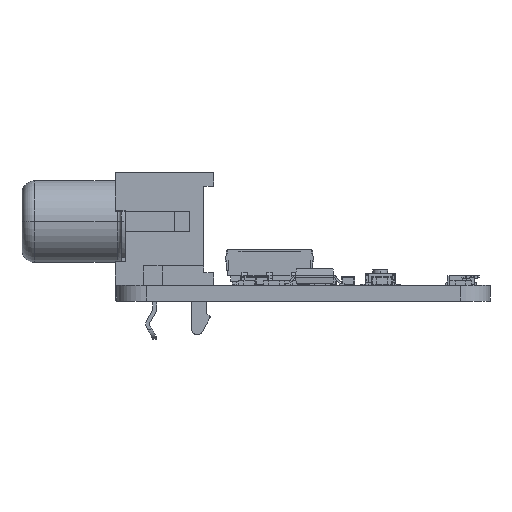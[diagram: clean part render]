
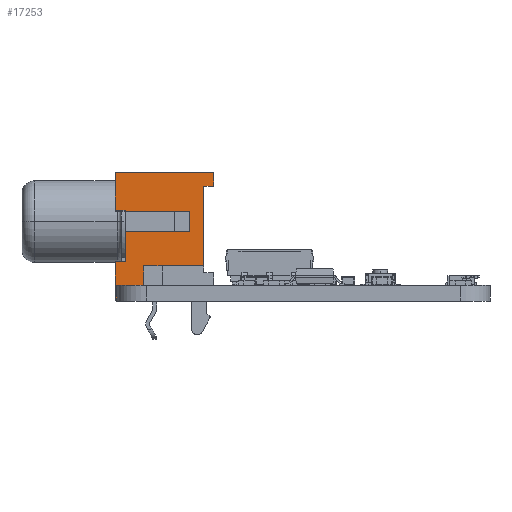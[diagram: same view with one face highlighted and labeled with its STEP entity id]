
A CAD part, front view. The second image highlights one B-rep face of the part: STEP entity #17253.
In plain terms, the highlighted face is planar.
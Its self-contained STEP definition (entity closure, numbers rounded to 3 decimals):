
#16848 = VERTEX_POINT('',#16849);
#16849 = CARTESIAN_POINT('',(5.,7.525,-1.));
#16855 = EDGE_CURVE('',#16848,#16856,#16858,.T.);
#16856 = VERTEX_POINT('',#16857);
#16857 = CARTESIAN_POINT('',(5.,7.655,-1.));
#16858 = LINE('',#16859,#16860);
#16859 = CARTESIAN_POINT('',(5.,2.4,-1.));
#16860 = VECTOR('',#16861,1.);
#16861 = DIRECTION('',(0.,1.,0.));
#16989 = VERTEX_POINT('',#16990);
#16990 = CARTESIAN_POINT('',(5.,5.475,-1.));
#17016 = VERTEX_POINT('',#17017);
#17017 = CARTESIAN_POINT('',(5.,2.4,-1.));
#17023 = EDGE_CURVE('',#17016,#16989,#17024,.T.);
#17024 = LINE('',#17025,#17026);
#17025 = CARTESIAN_POINT('',(5.,2.4,-1.));
#17026 = VECTOR('',#17027,1.);
#17027 = DIRECTION('',(0.,1.,0.));
#17217 = EDGE_CURVE('',#17218,#17220,#17222,.T.);
#17218 = VERTEX_POINT('',#17219);
#17219 = CARTESIAN_POINT('',(5.,10.1,-10.));
#17220 = VERTEX_POINT('',#17221);
#17221 = CARTESIAN_POINT('',(5.,11.5,-10.));
#17222 = LINE('',#17223,#17224);
#17223 = CARTESIAN_POINT('',(5.,0.,-10.));
#17224 = VECTOR('',#17225,1.);
#17225 = DIRECTION('',(0.,1.,0.));
#17253 = ADVANCED_FACE('',(#17254),#17373,.T.);
#17254 = FACE_BOUND('',#17255,.T.);
#17255 = EDGE_LOOP('',(#17256,#17266,#17274,#17282,#17288,#17289,#17297,
    #17305,#17311,#17312,#17320,#17328,#17334,#17335,#17343,#17351,
    #17359,#17367));
#17256 = ORIENTED_EDGE('',*,*,#17257,.F.);
#17257 = EDGE_CURVE('',#17258,#17260,#17262,.T.);
#17258 = VERTEX_POINT('',#17259);
#17259 = CARTESIAN_POINT('',(5.,2.,-2.9));
#17260 = VERTEX_POINT('',#17261);
#17261 = CARTESIAN_POINT('',(5.,0.,-2.9));
#17262 = LINE('',#17263,#17264);
#17263 = CARTESIAN_POINT('',(5.,2.,-2.9));
#17264 = VECTOR('',#17265,1.);
#17265 = DIRECTION('',(0.,-1.,0.));
#17266 = ORIENTED_EDGE('',*,*,#17267,.F.);
#17267 = EDGE_CURVE('',#17268,#17258,#17270,.T.);
#17268 = VERTEX_POINT('',#17269);
#17269 = CARTESIAN_POINT('',(5.,2.,-9.));
#17270 = LINE('',#17271,#17272);
#17271 = CARTESIAN_POINT('',(5.,2.,-9.));
#17272 = VECTOR('',#17273,1.);
#17273 = DIRECTION('',(0.,0.,1.));
#17274 = ORIENTED_EDGE('',*,*,#17275,.T.);
#17275 = EDGE_CURVE('',#17268,#17276,#17278,.T.);
#17276 = VERTEX_POINT('',#17277);
#17277 = CARTESIAN_POINT('',(5.,10.1,-9.));
#17278 = LINE('',#17279,#17280);
#17279 = CARTESIAN_POINT('',(5.,0.,-9.));
#17280 = VECTOR('',#17281,1.);
#17281 = DIRECTION('',(0.,1.,0.));
#17282 = ORIENTED_EDGE('',*,*,#17283,.T.);
#17283 = EDGE_CURVE('',#17276,#17218,#17284,.T.);
#17284 = LINE('',#17285,#17286);
#17285 = CARTESIAN_POINT('',(5.,10.1,-9.));
#17286 = VECTOR('',#17287,1.);
#17287 = DIRECTION('',(0.,0.,-1.));
#17288 = ORIENTED_EDGE('',*,*,#17217,.T.);
#17289 = ORIENTED_EDGE('',*,*,#17290,.T.);
#17290 = EDGE_CURVE('',#17220,#17291,#17293,.T.);
#17291 = VERTEX_POINT('',#17292);
#17292 = CARTESIAN_POINT('',(5.,11.5,0.));
#17293 = LINE('',#17294,#17295);
#17294 = CARTESIAN_POINT('',(5.,11.5,-10.));
#17295 = VECTOR('',#17296,1.);
#17296 = DIRECTION('',(0.,0.,1.));
#17297 = ORIENTED_EDGE('',*,*,#17298,.F.);
#17298 = EDGE_CURVE('',#17299,#17291,#17301,.T.);
#17299 = VERTEX_POINT('',#17300);
#17300 = CARTESIAN_POINT('',(5.,7.655,0.));
#17301 = LINE('',#17302,#17303);
#17302 = CARTESIAN_POINT('',(5.,0.,0.));
#17303 = VECTOR('',#17304,1.);
#17304 = DIRECTION('',(0.,1.,0.));
#17305 = ORIENTED_EDGE('',*,*,#17306,.F.);
#17306 = EDGE_CURVE('',#16856,#17299,#17307,.T.);
#17307 = LINE('',#17308,#17309);
#17308 = CARTESIAN_POINT('',(5.,7.655,-1.));
#17309 = VECTOR('',#17310,1.);
#17310 = DIRECTION('',(0.,0.,1.));
#17311 = ORIENTED_EDGE('',*,*,#16855,.F.);
#17312 = ORIENTED_EDGE('',*,*,#17313,.F.);
#17313 = EDGE_CURVE('',#17314,#16848,#17316,.T.);
#17314 = VERTEX_POINT('',#17315);
#17315 = CARTESIAN_POINT('',(5.,7.525,-7.55));
#17316 = LINE('',#17317,#17318);
#17317 = CARTESIAN_POINT('',(5.,7.525,-7.55));
#17318 = VECTOR('',#17319,1.);
#17319 = DIRECTION('',(0.,0.,1.));
#17320 = ORIENTED_EDGE('',*,*,#17321,.F.);
#17321 = EDGE_CURVE('',#17322,#17314,#17324,.T.);
#17322 = VERTEX_POINT('',#17323);
#17323 = CARTESIAN_POINT('',(5.,5.475,-7.55));
#17324 = LINE('',#17325,#17326);
#17325 = CARTESIAN_POINT('',(5.,5.475,-7.55));
#17326 = VECTOR('',#17327,1.);
#17327 = DIRECTION('',(0.,1.,0.));
#17328 = ORIENTED_EDGE('',*,*,#17329,.T.);
#17329 = EDGE_CURVE('',#17322,#16989,#17330,.T.);
#17330 = LINE('',#17331,#17332);
#17331 = CARTESIAN_POINT('',(5.,5.475,-7.55));
#17332 = VECTOR('',#17333,1.);
#17333 = DIRECTION('',(0.,0.,1.));
#17334 = ORIENTED_EDGE('',*,*,#17023,.F.);
#17335 = ORIENTED_EDGE('',*,*,#17336,.T.);
#17336 = EDGE_CURVE('',#17016,#17337,#17339,.T.);
#17337 = VERTEX_POINT('',#17338);
#17338 = CARTESIAN_POINT('',(5.,2.4,0.));
#17339 = LINE('',#17340,#17341);
#17340 = CARTESIAN_POINT('',(5.,2.4,-1.));
#17341 = VECTOR('',#17342,1.);
#17342 = DIRECTION('',(0.,0.,1.));
#17343 = ORIENTED_EDGE('',*,*,#17344,.F.);
#17344 = EDGE_CURVE('',#17345,#17337,#17347,.T.);
#17345 = VERTEX_POINT('',#17346);
#17346 = CARTESIAN_POINT('',(5.,-1.5,0.));
#17347 = LINE('',#17348,#17349);
#17348 = CARTESIAN_POINT('',(5.,0.,0.));
#17349 = VECTOR('',#17350,1.);
#17350 = DIRECTION('',(0.,1.,0.));
#17351 = ORIENTED_EDGE('',*,*,#17352,.F.);
#17352 = EDGE_CURVE('',#17353,#17345,#17355,.T.);
#17353 = VERTEX_POINT('',#17354);
#17354 = CARTESIAN_POINT('',(5.,-1.5,-1.45));
#17355 = LINE('',#17356,#17357);
#17356 = CARTESIAN_POINT('',(5.,-1.5,-1.45));
#17357 = VECTOR('',#17358,1.);
#17358 = DIRECTION('',(0.,0.,1.));
#17359 = ORIENTED_EDGE('',*,*,#17360,.T.);
#17360 = EDGE_CURVE('',#17353,#17361,#17363,.T.);
#17361 = VERTEX_POINT('',#17362);
#17362 = CARTESIAN_POINT('',(5.,0.,-1.45));
#17363 = LINE('',#17364,#17365);
#17364 = CARTESIAN_POINT('',(5.,-1.5,-1.45));
#17365 = VECTOR('',#17366,1.);
#17366 = DIRECTION('',(0.,1.,0.));
#17367 = ORIENTED_EDGE('',*,*,#17368,.F.);
#17368 = EDGE_CURVE('',#17260,#17361,#17369,.T.);
#17369 = LINE('',#17370,#17371);
#17370 = CARTESIAN_POINT('',(5.,0.,-10.));
#17371 = VECTOR('',#17372,1.);
#17372 = DIRECTION('',(0.,0.,1.));
#17373 = PLANE('',#17374);
#17374 = AXIS2_PLACEMENT_3D('',#17375,#17376,#17377);
#17375 = CARTESIAN_POINT('',(5.,0.,-10.));
#17376 = DIRECTION('',(1.,0.,0.));
#17377 = DIRECTION('',(0.,1.,0.));
